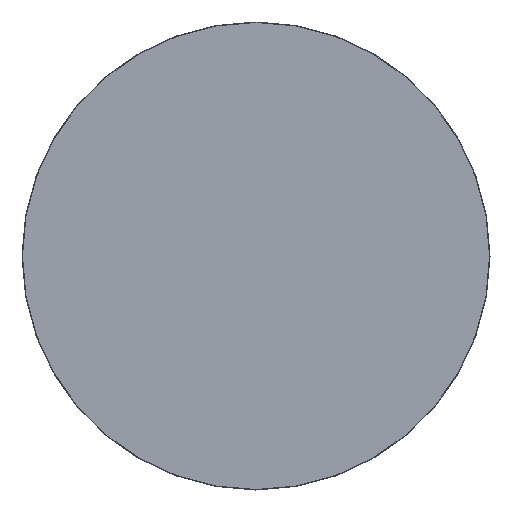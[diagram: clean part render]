
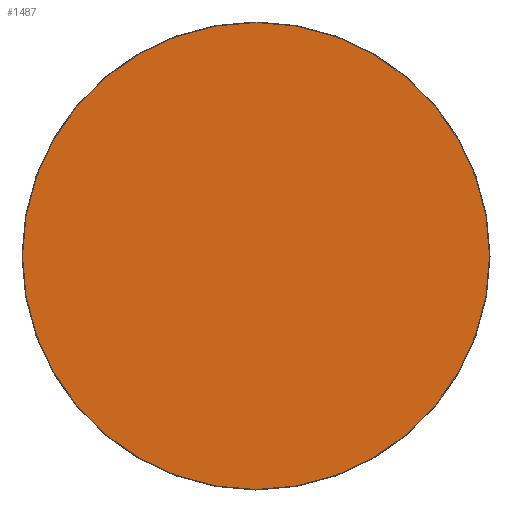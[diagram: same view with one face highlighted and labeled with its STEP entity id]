
A CAD part, front view. The second image highlights one B-rep face of the part: STEP entity #1487.
In plain terms, the highlighted planar face has unit normal (0, -1, 0).
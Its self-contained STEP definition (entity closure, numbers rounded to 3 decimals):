
#313=FACE_OUTER_BOUND('',#418,.T.);
#418=EDGE_LOOP('',(#1030));
#537=CIRCLE('',#1643,104.544);
#634=VERTEX_POINT('',#2378);
#781=EDGE_CURVE('',#634,#634,#537,.T.);
#1030=ORIENTED_EDGE('',*,*,#781,.F.);
#1329=PLANE('',#1642);
#1487=ADVANCED_FACE('',(#313),#1329,.T.);
#1642=AXIS2_PLACEMENT_3D('',#2377,#1914,#1915);
#1643=AXIS2_PLACEMENT_3D('',#2379,#1916,#1917);
#1914=DIRECTION('center_axis',(0.,-1.,0.));
#1915=DIRECTION('ref_axis',(0.,0.,-1.));
#1916=DIRECTION('center_axis',(0.,1.,0.));
#1917=DIRECTION('ref_axis',(-1.,0.,0.));
#2377=CARTESIAN_POINT('Origin',(72.21,-27.999,259.965));
#2378=CARTESIAN_POINT('',(72.21,-27.999,364.509));
#2379=CARTESIAN_POINT('Origin',(72.21,-27.999,259.965));
